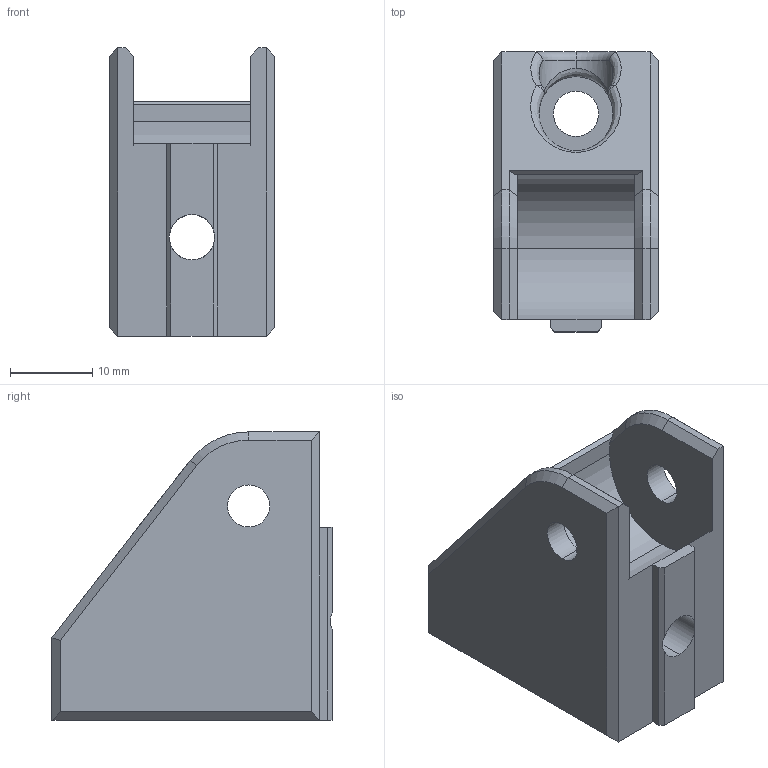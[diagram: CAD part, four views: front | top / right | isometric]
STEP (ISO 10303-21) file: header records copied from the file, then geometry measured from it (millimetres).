
FILE_DESCRIPTION (( 'STEP AP203' ), '1' );
FILE_NAME ('y_axis_belt_tensioner_body.STEP', '2019-06-25T20:14:22', ( '' ), ( '' ), 'SwSTEP 2.0', 'SolidWorks 2018', '' );
FILE_SCHEMA (( 'CONFIG_CONTROL_DESIGN' ));
Length unit declared in the file: millimetre
Products named in the file (1): y_axis_belt_tensioner_body
Bounding box: 20 x 34 x 35 mm (x, y, z)
Volume: 11567.3 mm3; surface area: 5476.4 mm2
Topology: 1 solids, 1 shells, 70 faces, 177 edges, 109 vertices
Faces by surface type: plane 36, cylinder 18, bspline 6, sphere 4, cone 4, torus 2
Entity records: 3194 total; most frequent: CARTESIAN_POINT 1468, ORIENTED_EDGE 354, DIRECTION 331, EDGE_CURVE 177, AXIS2_PLACEMENT_3D 114, VERTEX_POINT 109, LINE 103, VECTOR 103
